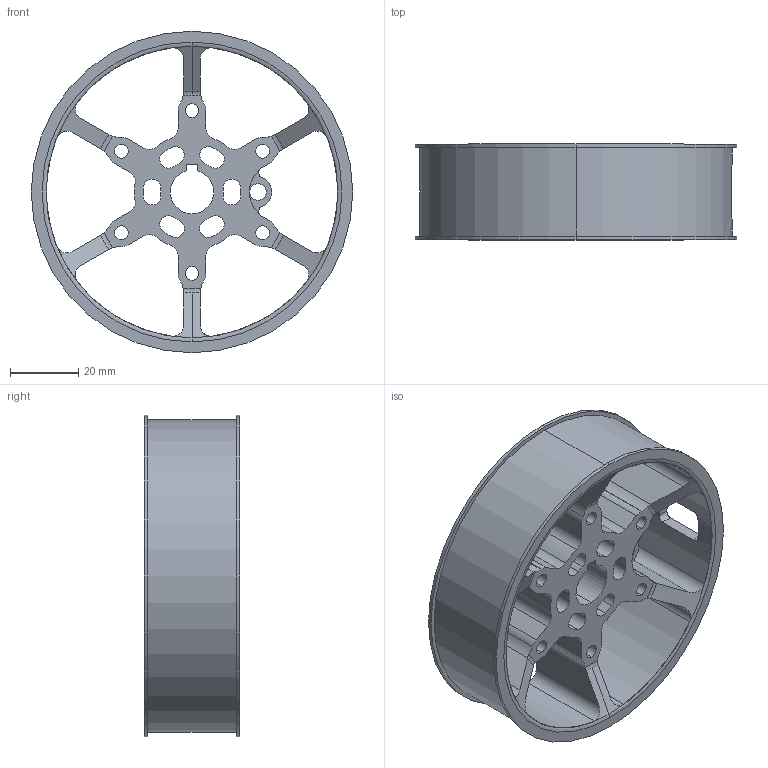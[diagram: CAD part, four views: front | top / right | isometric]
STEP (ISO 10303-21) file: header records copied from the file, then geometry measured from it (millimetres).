
FILE_DESCRIPTION (( 'STEP AP203' ), '1' );
FILE_NAME ('4 Perf ThruTread 500 Key.STEP', '2012-12-05T18:59:53', ( '' ), ( '' ), 'SwSTEP 2.0', 'SolidWorks 2010', '' );
FILE_SCHEMA (( 'CONFIG_CONTROL_DESIGN' ));
Length unit declared in the file: inch
Products named in the file (1): 4 Perf ThruTread 500 Key
Bounding box: 93.98 x 27.94 x 93.98 mm (x, y, z)
Volume: 56663.6 mm3; surface area: 33295.7 mm2
Topology: 1 solids, 1 shells, 178 faces, 534 edges, 355 vertices
Faces by surface type: cylinder 129, plane 38, torus 9, cone 2
Entity records: 6623 total; most frequent: CARTESIAN_POINT 1510, DIRECTION 1096, ORIENTED_EDGE 1068, EDGE_CURVE 534, AXIS2_PLACEMENT_3D 443, VERTEX_POINT 355, CIRCLE 264, EDGE_LOOP 217
